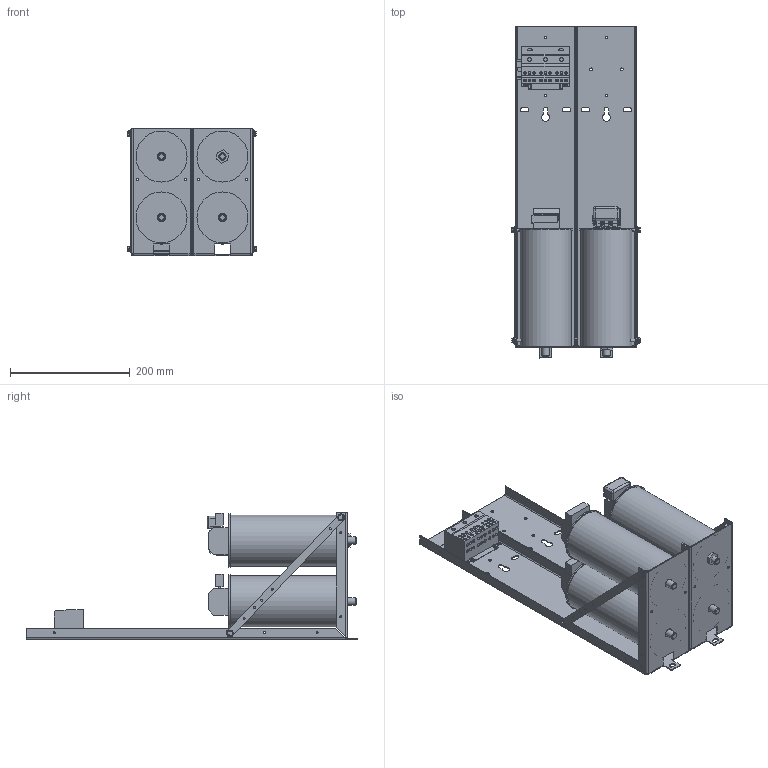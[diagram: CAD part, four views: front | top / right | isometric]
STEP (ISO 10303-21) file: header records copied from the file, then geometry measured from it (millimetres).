
FILE_DESCRIPTION(/* description */ (''),/* implementation_level */ '2;1');
FILE_NAME(/* name */ 'KPCUL038A64.stp',/* time_stamp */ '2020-03-10T15:32:03-05:00',/* author */ ('jnelson'),/* organization */ (''),/* preprocessor_version */ 'ST-DEVELOPER v17',/* originating_system */ 'Autodesk Inventor 2019',/* authorisation */ '');
FILE_SCHEMA (('AUTOMOTIVE_DESIGN { 1 0 10303 214 3 1 1 }'));
Length unit declared in the file: inch
Products named in the file (21): KPCUL038A64; MASTER ASSEMBLY  2X 2 CAP HOLE TRAY ALTECH TB 27934; 27938; 27937; 2555; 28065; 27934; 27791-A; 25441; 29230; 8KVAR; CAP NUT ; ASC Term Block Assembly; ASC TERM BLOCK-Better; ASC Term block screw; ASC TERM BLK INSERT; ASC bleeder resistor; 27607; 10KVAR; ASC TERM BLOCK; bleeder resistor
Assembly tree (39 placements, depth 4):
  KPCUL038A64
    MASTER ASSEMBLY  2X 2 CAP HOLE TRAY ALTECH TB 27934
      28065  x2
      27791-A  x2
      27938  x2
      27937
      2555  x2
      25441  x4
      27934
    29230
      8KVAR
      CAP NUT 
      ASC Term Block Assembly
        ASC TERM BLOCK-Better
        ASC Term block screw  x6
        ASC TERM BLK INSERT  x6
        ASC bleeder resistor
    27607  x3
      10KVAR
      ASC TERM BLOCK
      bleeder resistor
Bounding box: 213.74 x 553.72 x 211.84 mm (x, y, z)
Volume: 5155185.7 mm3; surface area: 821320.3 mm2
Topology: 46 solids, 46 shells, 1872 faces, 5027 edges, 3312 vertices
Faces by surface type: plane 974, cylinder 638, bspline 180, cone 58, torus 14, sphere 8
Full cylindrical faces by diameter (mm): 2.54 x12, 2.545 x132, 3 x126, 3.251 x24, 3.556 x18, 3.683 x2, 4.572 x36, 4.597 x4, 4.699 x18, 4.724 x2, 4.801 x8, 5.08 x18, 5.22 x1, 5.5 x6, 6.35 x16, 6.516 x1, 6.604 x3, 8.484 x1, 11.176 x3, 11.989 x4, 12.7 x2, 14.224 x4, 85.09 x8, 89.154 x4
Entity records: 35607 total; most frequent: CARTESIAN_POINT 13799, ORIENTED_EDGE 4548, DIRECTION 3904, EDGE_CURVE 2274, VERTEX_POINT 1509, LINE 1320, VECTOR 1320, AXIS2_PLACEMENT_3D 1292
